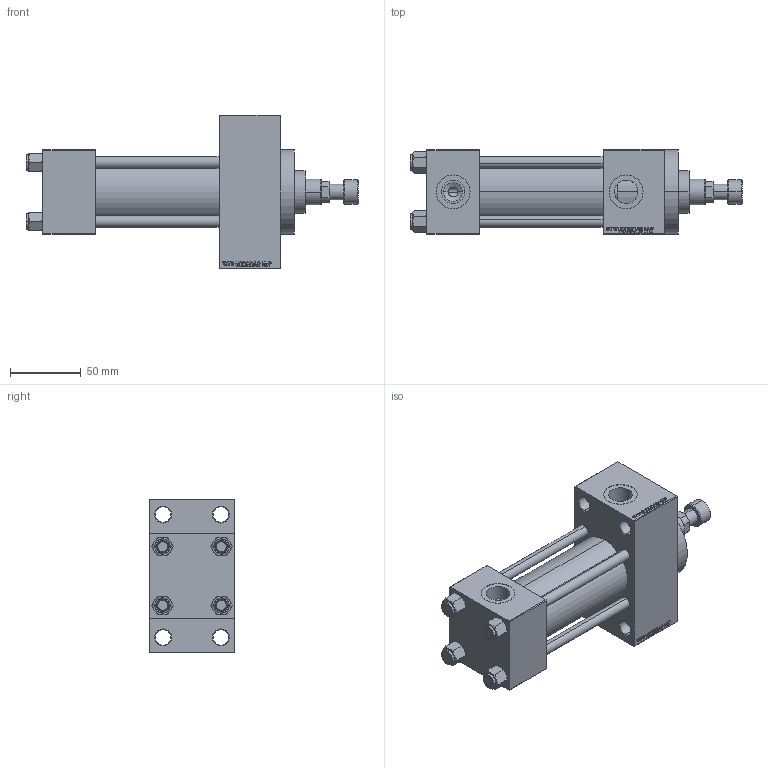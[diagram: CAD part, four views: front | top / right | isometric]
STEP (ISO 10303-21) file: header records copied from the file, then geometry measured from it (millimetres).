
FILE_DESCRIPTION (( 'STEP AP203' ), '1' );
FILE_NAME ('d12b.STEP', '2022-04-16T06:13:36', ( '' ), ( '' ), 'SwSTEP 2.0', 'SolidWorks 2019', '' );
FILE_SCHEMA (( 'CONFIG_CONTROL_DESIGN' ));
Length unit declared in the file: millimetre
Products named in the file (7): NUT_M5_D 0f66e1c0093f32c8125df60ab24b0931; V215_VC_A 0f66e1c0093f32c8125df60ab24b0931; V215CR_D_Body 0f66e1c0093f32c8125df60ab24b0931; V215CR_D_TYCINKA 0f66e1c0093f32c8125df60ab24b0931; d12b; V215CR_ROD_END_F 0f66e1c0093f32c8125df60ab24b0931; V215CR_VCP_D 0f66e1c0093f32c8125df60ab24b0931
Assembly tree (12 placements, depth 2):
  d12b
    V215CR_D_Body 0f66e1c0093f32c8125df60ab24b0931
    V215CR_VCP_D 0f66e1c0093f32c8125df60ab24b0931
    NUT_M5_D 0f66e1c0093f32c8125df60ab24b0931  x4
    V215CR_D_TYCINKA 0f66e1c0093f32c8125df60ab24b0931  x4
    V215_VC_A 0f66e1c0093f32c8125df60ab24b0931
    V215CR_ROD_END_F 0f66e1c0093f32c8125df60ab24b0931
Bounding box: 235 x 60 x 109 mm (x, y, z)
Volume: 541348.9 mm3; surface area: 136631.9 mm2
Topology: 12 solids, 12 shells, 1123 faces, 2791 edges, 1805 vertices
Faces by surface type: plane 503, bspline 368, cone 144, cylinder 96, torus 12
Entity records: 47840 total; most frequent: CARTESIAN_POINT 25153, ORIENTED_EDGE 5074, DIRECTION 3301, EDGE_CURVE 2537, VERTEX_POINT 1661, LINE 1515, VECTOR 1515, EDGE_LOOP 1136
